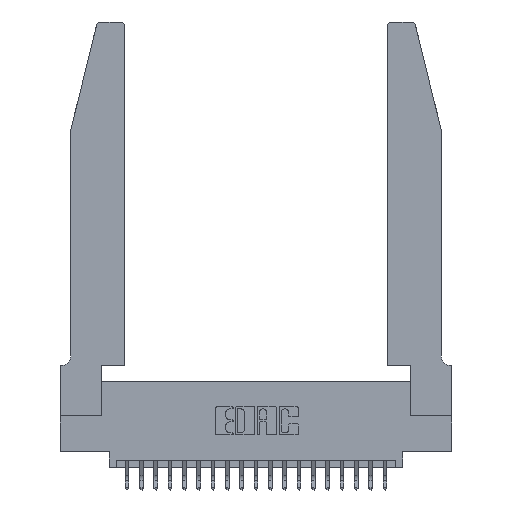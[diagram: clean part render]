
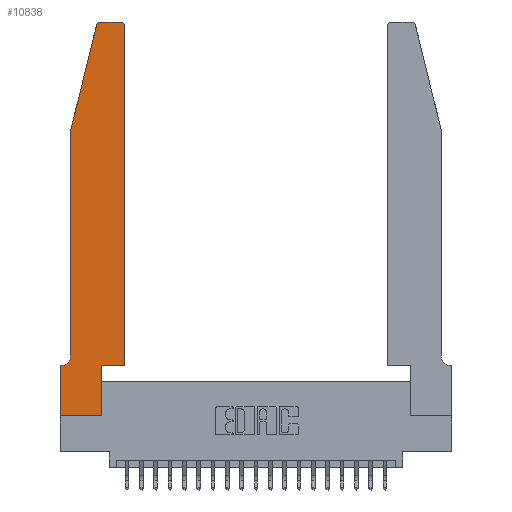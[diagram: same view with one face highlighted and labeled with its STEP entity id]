
A CAD part, top view. The second image highlights one B-rep face of the part: STEP entity #10838.
In plain terms, the highlighted planar face has unit normal (0, 0, 1).
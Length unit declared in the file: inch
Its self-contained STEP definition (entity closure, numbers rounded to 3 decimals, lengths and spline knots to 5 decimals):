
#244 = CARTESIAN_POINT ( 'NONE',  ( 0.25487, 2.72718, 0.37 ) ) ;
#408 = VERTEX_POINT ( 'NONE', #4057 ) ;
#417 = ORIENTED_EDGE ( 'NONE', *, *, #7882, .T. ) ;
#488 = CARTESIAN_POINT ( 'NONE',  ( 0.4505, 0.35, 0.37 ) ) ;
#506 = LINE ( 'NONE', #4816, #10260 ) ;
#674 = AXIS2_PLACEMENT_3D ( 'NONE', #20396, #9910, #22159 ) ;
#2116 = VERTEX_POINT ( 'NONE', #6289 ) ;
#2258 = EDGE_CURVE ( 'NONE', #2116, #20253, #19569, .T. ) ;
#2279 = EDGE_CURVE ( 'NONE', #408, #2116, #506, .T. ) ;
#2314 = EDGE_CURVE ( 'NONE', #3585, #21273, #9141, .T. ) ;
#2522 = CIRCLE ( 'NONE', #674, 0.03 ) ;
#2611 = EDGE_CURVE ( 'NONE', #16530, #12758, #17400, .T. ) ;
#2883 = LINE ( 'NONE', #6379, #16545 ) ;
#3585 = VERTEX_POINT ( 'NONE', #12026 ) ;
#3780 = DIRECTION ( 'NONE',  ( 1., 0., 0. ) ) ;
#3862 = EDGE_CURVE ( 'NONE', #21273, #5614, #22268, .T. ) ;
#4057 = CARTESIAN_POINT ( 'NONE',  ( 0.2865, 0., 0.37 ) ) ;
#4098 = CARTESIAN_POINT ( 'NONE',  ( 0.2605, 2.75, 0.37 ) ) ;
#4502 = ORIENTED_EDGE ( 'NONE', *, *, #3862, .T. ) ;
#4616 = EDGE_CURVE ( 'NONE', #5709, #15433, #6858, .T. ) ;
#4658 = EDGE_CURVE ( 'NONE', #12758, #5709, #19770, .T. ) ;
#4816 = CARTESIAN_POINT ( 'NONE',  ( 0.2865, 0.35, 0.37 ) ) ;
#5040 = ORIENTED_EDGE ( 'NONE', *, *, #18541, .T. ) ;
#5209 = CARTESIAN_POINT ( 'NONE',  ( 0.0055, 0.42, 0.37 ) ) ;
#5614 = VERTEX_POINT ( 'NONE', #9657 ) ;
#5709 = VERTEX_POINT ( 'NONE', #9891 ) ;
#6129 = PLANE ( 'NONE',  #11544 ) ;
#6289 = CARTESIAN_POINT ( 'NONE',  ( 0.2865, 0.35, 0.37 ) ) ;
#6379 = CARTESIAN_POINT ( 'NONE',  ( 0.0755, 0.35, 0.37 ) ) ;
#6858 = CIRCLE ( 'NONE', #9688, 0.07 ) ;
#6871 = VERTEX_POINT ( 'NONE', #7900 ) ;
#6915 = EDGE_CURVE ( 'NONE', #5614, #16530, #2522, .T. ) ;
#7059 = DIRECTION ( 'NONE',  ( -1., 0., 0. ) ) ;
#7103 = DIRECTION ( 'NONE',  ( 0., 1., 0. ) ) ;
#7139 = CARTESIAN_POINT ( 'NONE',  ( 0.0755, 2., 0.37 ) ) ;
#7167 = ORIENTED_EDGE ( 'NONE', *, *, #6915, .T. ) ;
#7497 = VECTOR ( 'NONE', #18115, 39.37008 ) ;
#7882 = EDGE_CURVE ( 'NONE', #20253, #3585, #12053, .T. ) ;
#7900 = CARTESIAN_POINT ( 'NONE',  ( 0., 0., 0.37 ) ) ;
#8180 = DIRECTION ( 'NONE',  ( -1., 0., 0. ) ) ;
#8478 = VECTOR ( 'NONE', #7103, 39.37008 ) ;
#8838 = CARTESIAN_POINT ( 'NONE',  ( 0., 0.35, 0.37 ) ) ;
#9141 = CIRCLE ( 'NONE', #12673, 0.03 ) ;
#9633 = CARTESIAN_POINT ( 'NONE',  ( 0.0755, 2., 0.37 ) ) ;
#9657 = CARTESIAN_POINT ( 'NONE',  ( 0.284, 2.75, 0.37 ) ) ;
#9688 = AXIS2_PLACEMENT_3D ( 'NONE', #5209, #17592, #7059 ) ;
#9691 = VECTOR ( 'NONE', #13713, 39.37008 ) ;
#9700 = DIRECTION ( 'NONE',  ( 1., 0., 0. ) ) ;
#9891 = CARTESIAN_POINT ( 'NONE',  ( 0.0755, 0.42, 0.37 ) ) ;
#9910 = DIRECTION ( 'NONE',  ( 0., 0., 1. ) ) ;
#9977 = LINE ( 'NONE', #12148, #23141 ) ;
#10003 = VERTEX_POINT ( 'NONE', #8838 ) ;
#10260 = VECTOR ( 'NONE', #15488, 39.37008 ) ;
#10325 = DIRECTION ( 'NONE',  ( 0., 0., 1. ) ) ;
#10465 = VECTOR ( 'NONE', #17663, 39.37008 ) ;
#10838 = ADVANCED_FACE ( 'NONE', ( #16849 ), #6129, .T. ) ;
#11544 = AXIS2_PLACEMENT_3D ( 'NONE', #13180, #20195, #9700 ) ;
#11639 = ORIENTED_EDGE ( 'NONE', *, *, #2611, .T. ) ;
#12026 = CARTESIAN_POINT ( 'NONE',  ( 0.4505, 2.72, 0.37 ) ) ;
#12053 = LINE ( 'NONE', #17630, #8478 ) ;
#12102 = CARTESIAN_POINT ( 'NONE',  ( 0.0055, 0.35, 0.37 ) ) ;
#12148 = CARTESIAN_POINT ( 'NONE',  ( 0., 0., 0.37 ) ) ;
#12673 = AXIS2_PLACEMENT_3D ( 'NONE', #20810, #10325, #22563 ) ;
#12758 = VERTEX_POINT ( 'NONE', #9633 ) ;
#13095 = DIRECTION ( 'NONE',  ( -1., 0., 0. ) ) ;
#13180 = CARTESIAN_POINT ( 'NONE',  ( 0., 0.35, 0.37 ) ) ;
#13713 = DIRECTION ( 'NONE',  ( 1., 0., 0. ) ) ;
#13936 = DIRECTION ( 'NONE',  ( 0., -1., 0. ) ) ;
#14625 = VECTOR ( 'NONE', #3780, 39.37008 ) ;
#14750 = ORIENTED_EDGE ( 'NONE', *, *, #4658, .T. ) ;
#14904 = ORIENTED_EDGE ( 'NONE', *, *, #2258, .T. ) ;
#15177 = LINE ( 'NONE', #17981, #14625 ) ;
#15433 = VERTEX_POINT ( 'NONE', #12102 ) ;
#15488 = DIRECTION ( 'NONE',  ( 0., 1., 0. ) ) ;
#15679 = ORIENTED_EDGE ( 'NONE', *, *, #4616, .T. ) ;
#16173 = ORIENTED_EDGE ( 'NONE', *, *, #17269, .T. ) ;
#16530 = VERTEX_POINT ( 'NONE', #244 ) ;
#16545 = VECTOR ( 'NONE', #8180, 39.37008 ) ;
#16849 = FACE_OUTER_BOUND ( 'NONE', #21239, .T. ) ;
#17269 = EDGE_CURVE ( 'NONE', #10003, #6871, #9977, .T. ) ;
#17400 = LINE ( 'NONE', #21475, #7497 ) ;
#17592 = DIRECTION ( 'NONE',  ( 0., 0., -1. ) ) ;
#17628 = VECTOR ( 'NONE', #13095, 39.37008 ) ;
#17630 = CARTESIAN_POINT ( 'NONE',  ( 0.4505, 0.35, 0.37 ) ) ;
#17663 = DIRECTION ( 'NONE',  ( 0., -1., 0. ) ) ;
#17809 = ORIENTED_EDGE ( 'NONE', *, *, #2314, .T. ) ;
#17981 = CARTESIAN_POINT ( 'NONE',  ( 0., 0., 0.37 ) ) ;
#18115 = DIRECTION ( 'NONE',  ( -0.239, -0.971, 0. ) ) ;
#18541 = EDGE_CURVE ( 'NONE', #15433, #10003, #2883, .T. ) ;
#18854 = EDGE_CURVE ( 'NONE', #6871, #408, #15177, .T. ) ;
#19569 = LINE ( 'NONE', #20656, #9691 ) ;
#19770 = LINE ( 'NONE', #7139, #10465 ) ;
#20195 = DIRECTION ( 'NONE',  ( 0., 0., 1. ) ) ;
#20253 = VERTEX_POINT ( 'NONE', #488 ) ;
#20396 = CARTESIAN_POINT ( 'NONE',  ( 0.284, 2.72, 0.37 ) ) ;
#20656 = CARTESIAN_POINT ( 'NONE',  ( 0.4505, 0.35, 0.37 ) ) ;
#20810 = CARTESIAN_POINT ( 'NONE',  ( 0.4205, 2.72, 0.37 ) ) ;
#20993 = CARTESIAN_POINT ( 'NONE',  ( 0.4205, 2.75, 0.37 ) ) ;
#21239 = EDGE_LOOP ( 'NONE', ( #4502, #7167, #11639, #14750, #15679, #5040, #16173, #22320, #22754, #14904, #417, #17809 ) ) ;
#21273 = VERTEX_POINT ( 'NONE', #20993 ) ;
#21475 = CARTESIAN_POINT ( 'NONE',  ( 0.0755, 2., 0.37 ) ) ;
#22159 = DIRECTION ( 'NONE',  ( 1., 0., 0. ) ) ;
#22268 = LINE ( 'NONE', #4098, #17628 ) ;
#22320 = ORIENTED_EDGE ( 'NONE', *, *, #18854, .T. ) ;
#22563 = DIRECTION ( 'NONE',  ( 1., 0., 0. ) ) ;
#22754 = ORIENTED_EDGE ( 'NONE', *, *, #2279, .T. ) ;
#23141 = VECTOR ( 'NONE', #13936, 39.37008 ) ;
